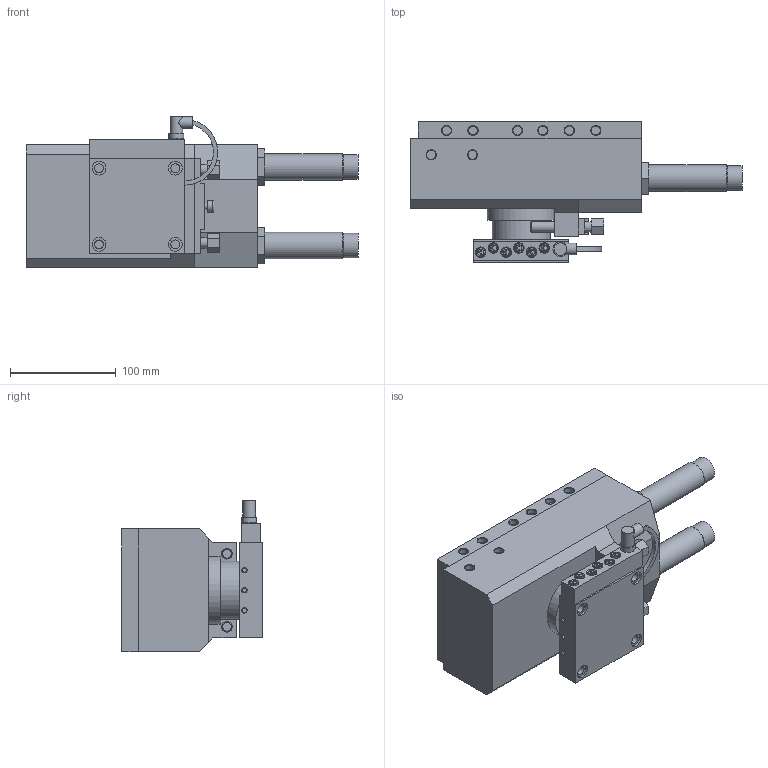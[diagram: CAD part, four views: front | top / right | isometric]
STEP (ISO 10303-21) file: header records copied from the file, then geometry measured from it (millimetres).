
FILE_DESCRIPTION((''),'2;1');
FILE_NAME('MSR I-6-6.stp','2012-10-08T10:43:13',('hartung_david'),(''),'Autodesk Inventor 2012','Autodesk Inventor 2012','');
FILE_SCHEMA(('AUTOMOTIVE_DESIGN { 1 0 10303 214 1 1 1 1 }'));
Length unit declared in the file: millimetre
Products named in the file (3): MSR I-6-6; MSR I-6-6-010; MSR I-6-6-020
Assembly tree (2 placements, depth 2):
  MSR I-6-6
    MSR I-6-6-010
    MSR I-6-6-020
Bounding box: 313.5 x 133 x 143.01 mm (x, y, z)
Volume: 2495152.6 mm3; surface area: 178266.8 mm2
Topology: 2 solids, 2 shells, 334 faces, 680 edges, 439 vertices
Faces by surface type: plane 164, cylinder 93, cone 76, torus 1
Full cylindrical faces by diameter (mm): 1 x27, 4.134 x6, 6 x7, 7 x1, 8.376 x14, 8.566 x8, 9 x1, 10 x6, 11 x2, 12 x2, 13 x4, 13.5 x4, 14 x1, 23.16 x2, 25 x2, 30 x2, 55 x1, 64 x1
Entity records: 8153 total; most frequent: CARTESIAN_POINT 1487, DIRECTION 1353, ORIENTED_EDGE 1028, AXIS2_PLACEMENT_3D 597, EDGE_LOOP 553, EDGE_CURVE 514, VERTEX_POINT 393, STYLED_ITEM 336
